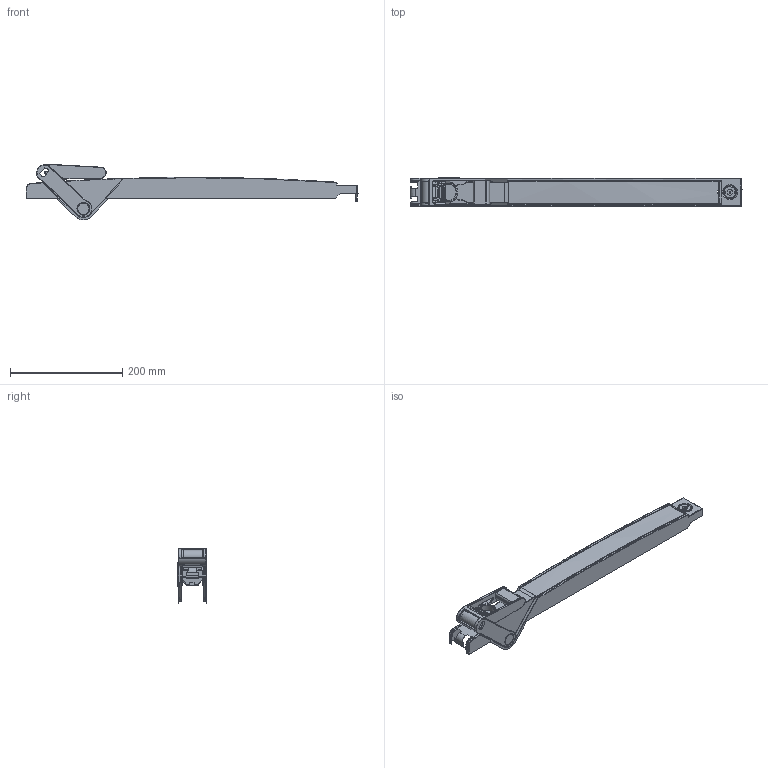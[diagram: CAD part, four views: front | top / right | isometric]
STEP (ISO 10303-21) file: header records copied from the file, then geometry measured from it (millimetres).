
FILE_DESCRIPTION((''),'2;1');
FILE_NAME('1SEP102219R1003_A','2023-04-14T14:03:21',('sarey'),(''),'CREO PARAMETRIC BY PTC INC, 2017260','CREO PARAMETRIC BY PTC INC, 2017260','');
FILE_SCHEMA(('AUTOMOTIVE_DESIGN { 1 0 10303 214 1 1 1 1 }'));
Length unit declared in the file: inch
Products named in the file (1): 1SEP102219R1003_A
Bounding box: 591.37 x 50.83 x 99.57 mm (x, y, z)
Surface area: 116404.9 mm2 (no closed solid volume)
Topology: 0 solids, 13 shells, 803 faces, 2476 edges, 1614 vertices
Faces by surface type: cylinder 301, plane 213, bspline 140, torus 81, sphere 45, extrusion 11, cone 11, revolution 1
Entity records: 49281 total; most frequent: CARTESIAN_POINT 22775, ORIENTED_EDGE 4348, DIRECTION 3557, EDGE_CURVE 2421, PRESENTATION_STYLE_ASSIGNMENT 1950, STYLED_ITEM 1950, CURVE_STYLE 1780, VERTEX_POINT 1614
